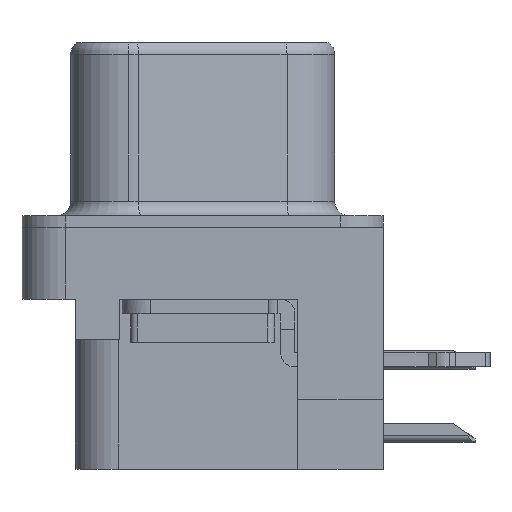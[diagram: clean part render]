
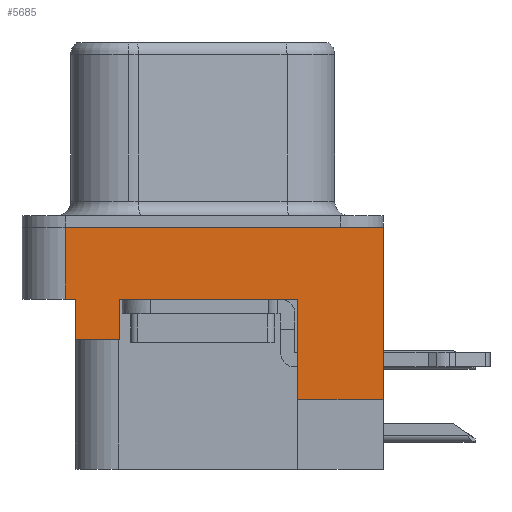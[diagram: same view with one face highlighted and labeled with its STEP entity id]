
A CAD part, left-side view. The second image highlights one B-rep face of the part: STEP entity #5685.
In plain terms, the highlighted planar face has unit normal (-1, 0, 0).
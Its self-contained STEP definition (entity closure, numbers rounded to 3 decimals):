
#29 = VERTEX_POINT ( 'NONE', #5140 ) ;
#204 = LINE ( 'NONE', #8132, #9304 ) ;
#259 = LINE ( 'NONE', #15952, #3165 ) ;
#290 = VERTEX_POINT ( 'NONE', #10421 ) ;
#419 = DIRECTION ( 'NONE',  ( 0., -1., 0. ) ) ;
#498 = LINE ( 'NONE', #3083, #13335 ) ;
#580 = EDGE_CURVE ( 'NONE', #4195, #2211, #204, .T. ) ;
#600 = CARTESIAN_POINT ( 'NONE',  ( -2.91, 4.425, -3.9 ) ) ;
#735 = CARTESIAN_POINT ( 'NONE',  ( -2.91, 4.775, -2.5 ) ) ;
#792 = DIRECTION ( 'NONE',  ( -1., 0., 0. ) ) ;
#1284 = CARTESIAN_POINT ( 'NONE',  ( -2.91, -6.275, -2.5 ) ) ;
#1344 = DIRECTION ( 'NONE',  ( 0., 0., 1. ) ) ;
#1470 = CARTESIAN_POINT ( 'NONE',  ( -2.91, -3.295, -8.4 ) ) ;
#1806 = DIRECTION ( 'NONE',  ( 0., 0., 1. ) ) ;
#1890 = VERTEX_POINT ( 'NONE', #735 ) ;
#2118 = AXIS2_PLACEMENT_3D ( 'NONE', #10910, #792, #3500 ) ;
#2189 = CARTESIAN_POINT ( 'NONE',  ( -2.91, -6.275, 0. ) ) ;
#2211 = VERTEX_POINT ( 'NONE', #15732 ) ;
#2242 = LINE ( 'NONE', #1284, #5555 ) ;
#2446 = VECTOR ( 'NONE', #2458, 1000. ) ;
#2458 = DIRECTION ( 'NONE',  ( 0., 0., 1. ) ) ;
#2526 = DIRECTION ( 'NONE',  ( 0., -1., 0. ) ) ;
#2556 = EDGE_CURVE ( 'NONE', #8954, #13894, #7509, .T. ) ;
#2683 = CARTESIAN_POINT ( 'NONE',  ( -2.91, 4.775, -2.5 ) ) ;
#3083 = CARTESIAN_POINT ( 'NONE',  ( -2.91, -6.275, -2.5 ) ) ;
#3165 = VECTOR ( 'NONE', #8456, 1000. ) ;
#3406 = EDGE_CURVE ( 'NONE', #2211, #290, #13361, .T. ) ;
#3500 = DIRECTION ( 'NONE',  ( 0., 0., 1. ) ) ;
#3847 = VERTEX_POINT ( 'NONE', #9585 ) ;
#3944 = ORIENTED_EDGE ( 'NONE', *, *, #2556, .F. ) ;
#4195 = VERTEX_POINT ( 'NONE', #14028 ) ;
#4221 = EDGE_CURVE ( 'NONE', #1890, #3847, #9033, .T. ) ;
#4344 = ORIENTED_EDGE ( 'NONE', *, *, #14210, .T. ) ;
#4767 = VECTOR ( 'NONE', #419, 1000. ) ;
#4834 = DIRECTION ( 'NONE',  ( 0., 1., 0. ) ) ;
#5081 = EDGE_CURVE ( 'NONE', #3847, #9407, #8030, .T. ) ;
#5140 = CARTESIAN_POINT ( 'NONE',  ( -2.91, -6.275, -6. ) ) ;
#5555 = VECTOR ( 'NONE', #2526, 1000. ) ;
#5685 = ADVANCED_FACE ( 'NONE', ( #7632 ), #8002, .T. ) ;
#5707 = VERTEX_POINT ( 'NONE', #8364 ) ;
#6115 = ORIENTED_EDGE ( 'NONE', *, *, #5081, .F. ) ;
#6150 = DIRECTION ( 'NONE',  ( 0., 1., 0. ) ) ;
#6538 = CARTESIAN_POINT ( 'NONE',  ( -2.91, -6.275, 0. ) ) ;
#6713 = EDGE_CURVE ( 'NONE', #29, #9407, #10479, .T. ) ;
#6729 = VECTOR ( 'NONE', #1806, 1000. ) ;
#6991 = ORIENTED_EDGE ( 'NONE', *, *, #580, .F. ) ;
#7509 = LINE ( 'NONE', #1470, #13740 ) ;
#7632 = FACE_OUTER_BOUND ( 'NONE', #15946, .T. ) ;
#7871 = ORIENTED_EDGE ( 'NONE', *, *, #3406, .F. ) ;
#8002 = PLANE ( 'NONE',  #2118 ) ;
#8030 = LINE ( 'NONE', #2189, #4767 ) ;
#8132 = CARTESIAN_POINT ( 'NONE',  ( -2.91, 4.425, -3.9 ) ) ;
#8304 = DIRECTION ( 'NONE',  ( 0., 0., 1. ) ) ;
#8364 = CARTESIAN_POINT ( 'NONE',  ( -2.91, 2.895, -2.5 ) ) ;
#8374 = EDGE_CURVE ( 'NONE', #29, #8954, #15639, .T. ) ;
#8399 = CARTESIAN_POINT ( 'NONE',  ( -2.91, -6.275, -2.5 ) ) ;
#8456 = DIRECTION ( 'NONE',  ( 0., 0., 1. ) ) ;
#8742 = ORIENTED_EDGE ( 'NONE', *, *, #8374, .F. ) ;
#8891 = EDGE_CURVE ( 'NONE', #4195, #5707, #259, .T. ) ;
#8954 = VERTEX_POINT ( 'NONE', #9756 ) ;
#9033 = LINE ( 'NONE', #2683, #2446 ) ;
#9304 = VECTOR ( 'NONE', #4834, 1000. ) ;
#9407 = VERTEX_POINT ( 'NONE', #6538 ) ;
#9585 = CARTESIAN_POINT ( 'NONE',  ( -2.91, 4.775, 0. ) ) ;
#9756 = CARTESIAN_POINT ( 'NONE',  ( -2.91, -3.295, -6. ) ) ;
#10421 = CARTESIAN_POINT ( 'NONE',  ( -2.91, 4.425, -2.5 ) ) ;
#10479 = LINE ( 'NONE', #8399, #13446 ) ;
#10910 = CARTESIAN_POINT ( 'NONE',  ( -2.91, -6.275, -2.5 ) ) ;
#12338 = CARTESIAN_POINT ( 'NONE',  ( -2.91, -3.295, -2.5 ) ) ;
#12712 = VECTOR ( 'NONE', #6150, 1000. ) ;
#13024 = DIRECTION ( 'NONE',  ( 0., -1., 0. ) ) ;
#13335 = VECTOR ( 'NONE', #13024, 1000. ) ;
#13361 = LINE ( 'NONE', #600, #6729 ) ;
#13446 = VECTOR ( 'NONE', #8304, 1000. ) ;
#13740 = VECTOR ( 'NONE', #1344, 1000. ) ;
#13894 = VERTEX_POINT ( 'NONE', #12338 ) ;
#14028 = CARTESIAN_POINT ( 'NONE',  ( -2.91, 2.895, -3.9 ) ) ;
#14210 = EDGE_CURVE ( 'NONE', #1890, #290, #498, .T. ) ;
#14295 = ORIENTED_EDGE ( 'NONE', *, *, #8891, .T. ) ;
#14868 = CARTESIAN_POINT ( 'NONE',  ( -2.91, -6.495, -6. ) ) ;
#14958 = ORIENTED_EDGE ( 'NONE', *, *, #15597, .T. ) ;
#15030 = ORIENTED_EDGE ( 'NONE', *, *, #6713, .T. ) ;
#15592 = ORIENTED_EDGE ( 'NONE', *, *, #4221, .F. ) ;
#15597 = EDGE_CURVE ( 'NONE', #5707, #13894, #2242, .T. ) ;
#15639 = LINE ( 'NONE', #14868, #12712 ) ;
#15732 = CARTESIAN_POINT ( 'NONE',  ( -2.91, 4.425, -3.9 ) ) ;
#15946 = EDGE_LOOP ( 'NONE', ( #8742, #15030, #6115, #15592, #4344, #7871, #6991, #14295, #14958, #3944 ) ) ;
#15952 = CARTESIAN_POINT ( 'NONE',  ( -2.91, 2.895, -3.9 ) ) ;
